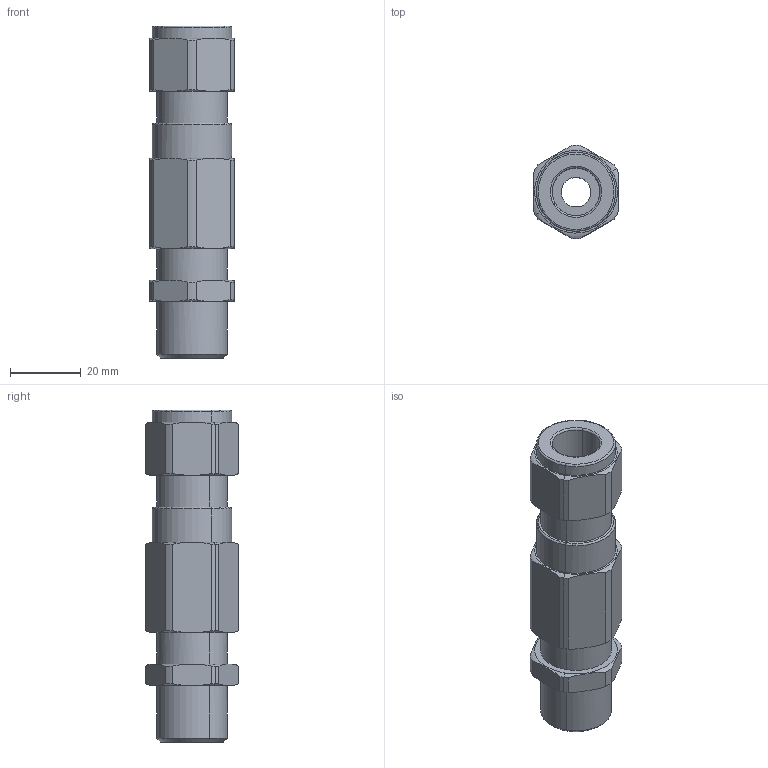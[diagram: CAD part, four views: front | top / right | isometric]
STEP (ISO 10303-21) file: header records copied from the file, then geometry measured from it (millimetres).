
FILE_DESCRIPTION(('CATIA V5 STEP Exchange','CAx-IF Rec.Pracs.--- Model Styling and Organization---1.2---2011-12-15'),'2;1');
FILE_NAME ('002725-2_1_0930001212_0930001212.stp','2018-01-23T04:21:46+00:00',('none'),('Weidmueller'),'CATIA Version 5-6 Release 2014','CATIA V5 STEP AP214','none');
FILE_SCHEMA(('AUTOMOTIVE_DESIGN { 1 0 10303 214 1 1 1 1 }'));
Length unit declared in the file: millimetre
Products named in the file (1): 0930001212_KDSU_M20_BS_O_SC_2_G16
Bounding box: 24 x 26.39 x 94 mm (x, y, z)
Volume: 28152.4 mm3; surface area: 11757 mm2
Topology: 1 solids, 1 shells, 88 faces, 212 edges, 134 vertices
Faces by surface type: cylinder 38, plane 28, torus 20, cone 2
Entity records: 3365 total; most frequent: CARTESIAN_POINT 1411, ORIENTED_EDGE 424, DIRECTION 330, EDGE_CURVE 212, AXIS2_PLACEMENT_3D 185, VERTEX_POINT 134, EDGE_LOOP 98, CIRCLE 96
